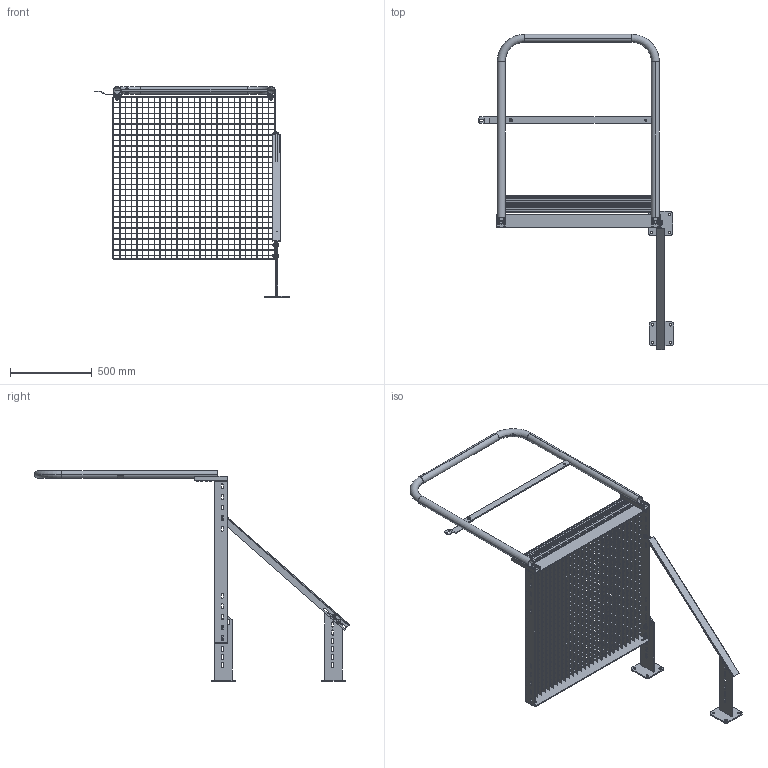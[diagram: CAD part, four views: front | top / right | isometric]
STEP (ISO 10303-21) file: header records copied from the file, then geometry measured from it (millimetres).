
FILE_DESCRIPTION (( 'STEP AP203' ), '1' );
FILE_NAME ('0529220501.STEP', '2024-07-02T05:39:48', ( '' ), ( '' ), 'SwSTEP 2.0', 'SolidWorks 2022', '' );
FILE_SCHEMA (( 'CONFIG_CONTROL_DESIGN' ));
Products named in the file (1): 0529220501
Bounding box: 1195.54 x 1929.42 x 1291.15 mm (x, y, z)
Volume: 6623930.5 mm3; surface area: 4580487.5 mm2
Topology: 102 solids, 102 shells, 4430 faces, 12414 edges, 8200 vertices
Faces by surface type: plane 3859, cylinder 363, cone 184, torus 24
Entity records: 141522 total; most frequent: CARTESIAN_POINT 26710, ORIENTED_EDGE 24828, DIRECTION 21998, EDGE_CURVE 12414, LINE 11192, VECTOR 11192, VERTEX_POINT 8200, AXIS2_PLACEMENT_3D 5403
